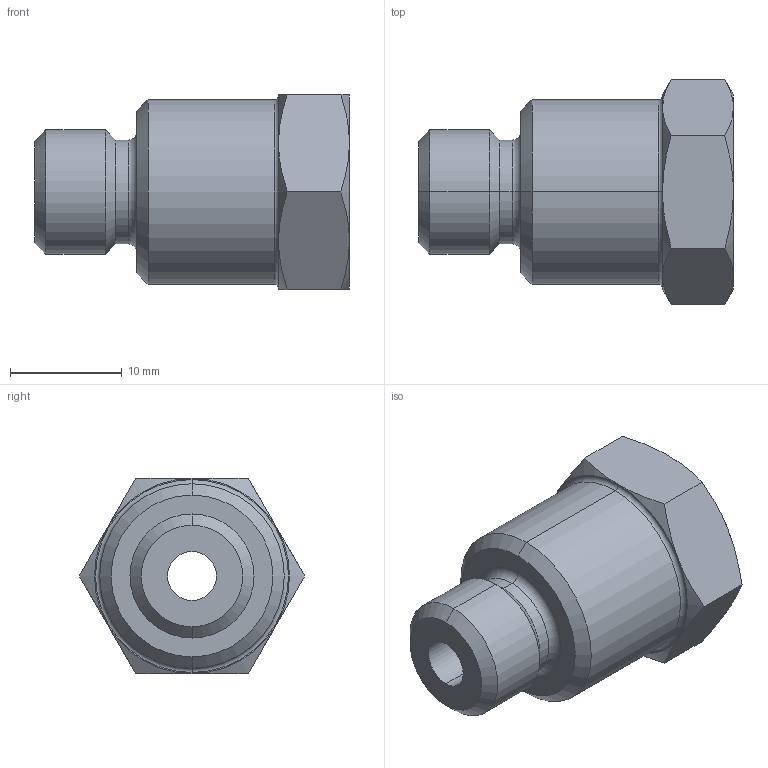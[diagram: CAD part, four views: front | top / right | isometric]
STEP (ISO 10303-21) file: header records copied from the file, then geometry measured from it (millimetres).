
FILE_DESCRIPTION (( 'STEP AP214' ), '1' );
FILE_NAME ('07012000 A (Shell).STEP', '2007-07-14T01:17:01', ( 'Tom Ritchart' ), ( 'Precision Fluid Controls, Inc.' ), 'SwSTEP 2.0', 'SolidWorks 2007', '' );
FILE_SCHEMA (( 'AUTOMOTIVE_DESIGN' ));
Length unit declared in the file: inch
Products named in the file (1): 07012000 A (Shell)
Bounding box: 28.19 x 20.16 x 17.46 mm (x, y, z)
Volume: 3905.6 mm3; surface area: 2355.1 mm2
Topology: 1 solids, 1 shells, 60 faces, 124 edges, 70 vertices
Faces by surface type: cone 24, cylinder 14, plane 12, torus 10
Entity records: 1691 total; most frequent: CARTESIAN_POINT 391, DIRECTION 290, ORIENTED_EDGE 248, AXIS2_PLACEMENT_3D 129, EDGE_CURVE 124, VERTEX_POINT 70, CIRCLE 68, EDGE_LOOP 66
